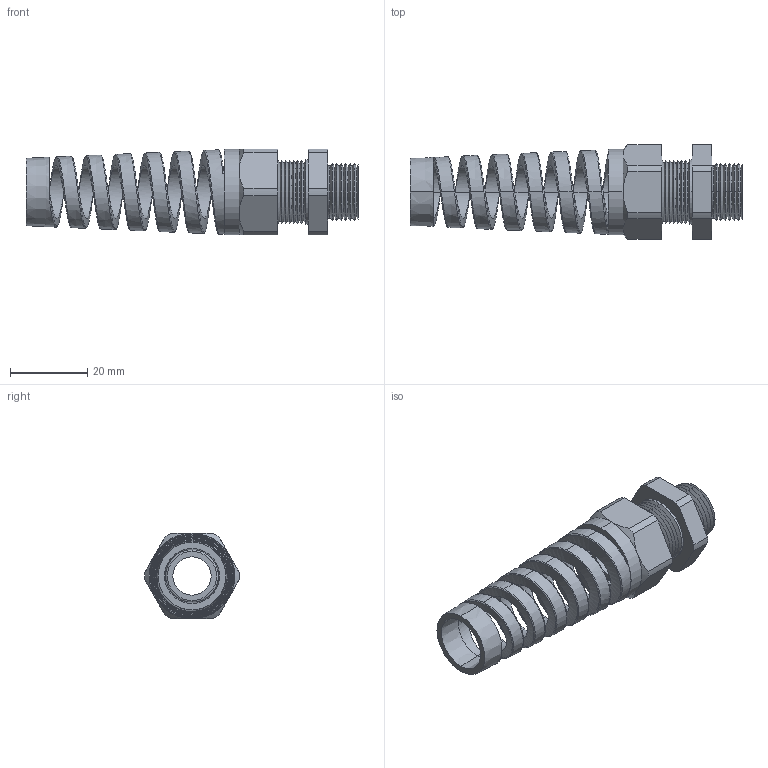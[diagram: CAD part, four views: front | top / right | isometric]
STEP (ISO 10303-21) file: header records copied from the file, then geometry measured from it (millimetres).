
FILE_DESCRIPTION (( 'STEP AP203' ), '1' );
FILE_NAME ('CF09GA-BK.STEP', '2008-05-27T04:21:53', ( 'Baystate01' ), ( 'Baystate' ), 'SwSTEP 2.0', 'SolidWorks 2007', '' );
FILE_SCHEMA (( 'CONFIG_CONTROL_DESIGN' ));
Length unit declared in the file: inch
Products named in the file (1): CF09GA-BK
Bounding box: 85.85 x 24.52 x 22.1 mm (x, y, z)
Volume: 11954.4 mm3; surface area: 11115.4 mm2
Topology: 2 solids, 2 shells, 153 faces, 362 edges, 216 vertices
Faces by surface type: cone 82, cylinder 37, plane 24, torus 6, bspline 4
Entity records: 11798 total; most frequent: CARTESIAN_POINT 8264, ORIENTED_EDGE 724, DIRECTION 722, EDGE_CURVE 362, AXIS2_PLACEMENT_3D 287, VERTEX_POINT 216, EDGE_LOOP 162, ADVANCED_FACE 153
